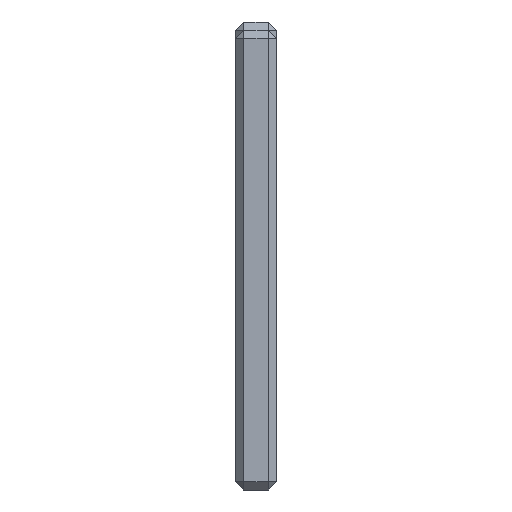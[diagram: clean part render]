
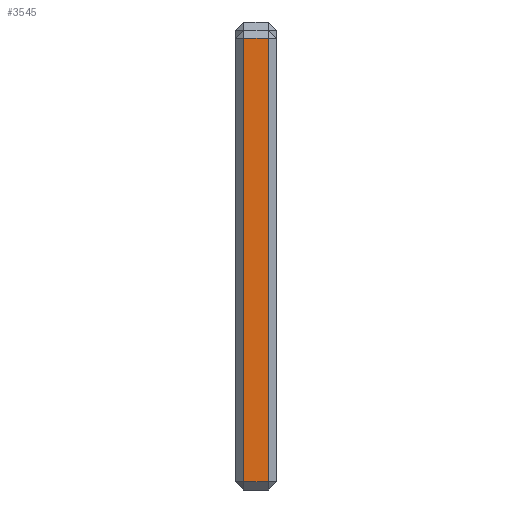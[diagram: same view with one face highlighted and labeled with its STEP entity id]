
A CAD part, left-side view. The second image highlights one B-rep face of the part: STEP entity #3545.
In plain terms, the highlighted planar face has unit normal (-1, 0, 0).
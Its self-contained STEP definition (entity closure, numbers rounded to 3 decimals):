
#744=DIRECTION('',(0.,0.,1.));
#745=VECTOR('',#744,54.9);
#746=CARTESIAN_POINT('',(80.5,-299.,98.8));
#747=LINE('',#746,#745);
#772=DIRECTION('',(0.,1.,0.));
#773=VECTOR('',#772,3.);
#774=CARTESIAN_POINT('',(80.5,-302.,98.8));
#775=LINE('',#774,#773);
#990=DIRECTION('',(0.,-1.,0.));
#991=VECTOR('',#990,3.);
#992=CARTESIAN_POINT('',(80.5,-299.,153.7));
#993=LINE('',#992,#991);
#1046=DIRECTION('',(0.,0.,-1.));
#1047=VECTOR('',#1046,54.9);
#1048=CARTESIAN_POINT('',(80.5,-302.,153.7));
#1049=LINE('',#1048,#1047);
#2566=CARTESIAN_POINT('',(80.5,-302.,98.8));
#2567=CARTESIAN_POINT('',(80.5,-299.,98.8));
#2568=VERTEX_POINT('',#2566);
#2569=VERTEX_POINT('',#2567);
#2570=CARTESIAN_POINT('',(80.5,-302.,153.7));
#2571=VERTEX_POINT('',#2570);
#2572=CARTESIAN_POINT('',(80.5,-299.,153.7));
#2573=VERTEX_POINT('',#2572);
#3531=CARTESIAN_POINT('',(80.5,-297.,138.7));
#3532=DIRECTION('',(-1.,0.,0.));
#3533=DIRECTION('',(0.,0.,-1.));
#3534=AXIS2_PLACEMENT_3D('',#3531,#3532,#3533);
#3535=PLANE('',#3534);
#3537=ORIENTED_EDGE('',*,*,#3536,.T.);
#3538=ORIENTED_EDGE('',*,*,#3516,.T.);
#3540=ORIENTED_EDGE('',*,*,#3539,.T.);
#3542=ORIENTED_EDGE('',*,*,#3541,.T.);
#3543=EDGE_LOOP('',(#3537,#3538,#3540,#3542));
#3544=FACE_OUTER_BOUND('',#3543,.F.);
#3516=EDGE_CURVE('',#2569,#2573,#747,.T.);
#3536=EDGE_CURVE('',#2568,#2569,#775,.T.);
#3539=EDGE_CURVE('',#2573,#2571,#993,.T.);
#3541=EDGE_CURVE('',#2571,#2568,#1049,.T.);
#3545=ADVANCED_FACE('',(#3544),#3535,.T.);
